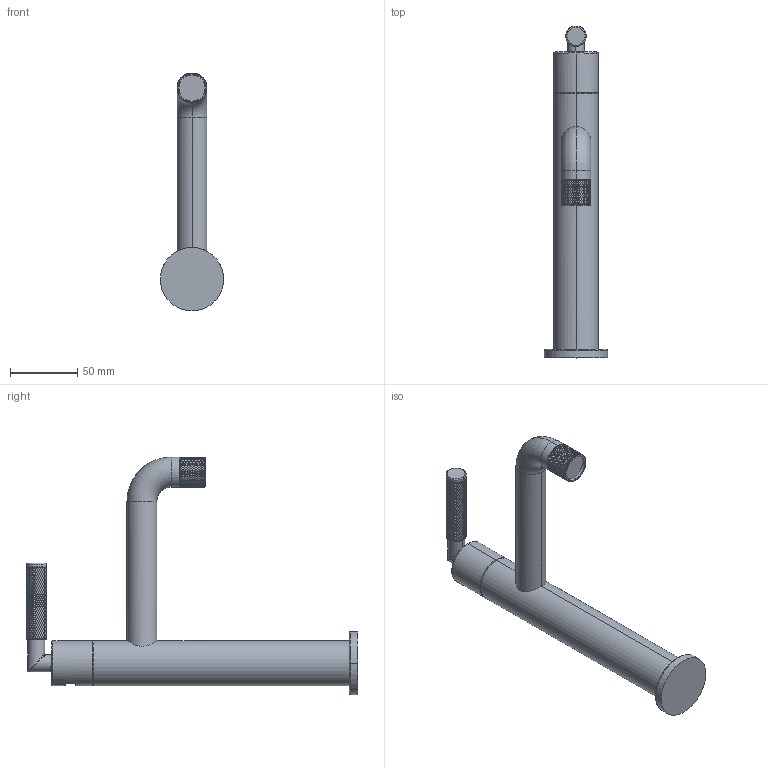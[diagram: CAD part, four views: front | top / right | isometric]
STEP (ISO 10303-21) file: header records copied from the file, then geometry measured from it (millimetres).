
FILE_DESCRIPTION((''),'2;1');
FILE_NAME('3423','2025-09-26T20:36:26',('nehatek'),(''),'CREO PARAMETRIC BY PTC INC, 2025093','CREO PARAMETRIC BY PTC INC, 2025093','');
FILE_SCHEMA(('CONFIG_CONTROL_DESIGN'));
Length unit declared in the file: inch
Products named in the file (1): 3423
Bounding box: 46.99 x 245.87 x 176.24 mm (x, y, z)
Volume: 275872.7 mm3; surface area: 47605 mm2
Topology: 1 solids, 1 shells, 9498 faces, 19511 edges, 10015 vertices
Faces by surface type: bspline 7470, cylinder 1954, plane 40, torus 26, sphere 8
Entity records: 381039 total; most frequent: CARTESIAN_POINT 247280, ORIENTED_EDGE 39012, EDGE_CURVE 19506, B_SPLINE_CURVE_WITH_KNOTS 18933, VERTEX_POINT 10015, EDGE_LOOP 9509, FACE_OUTER_BOUND 9498, ADVANCED_FACE 9498
